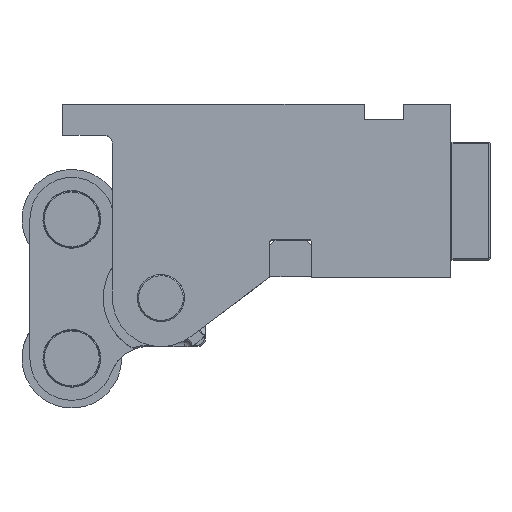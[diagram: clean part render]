
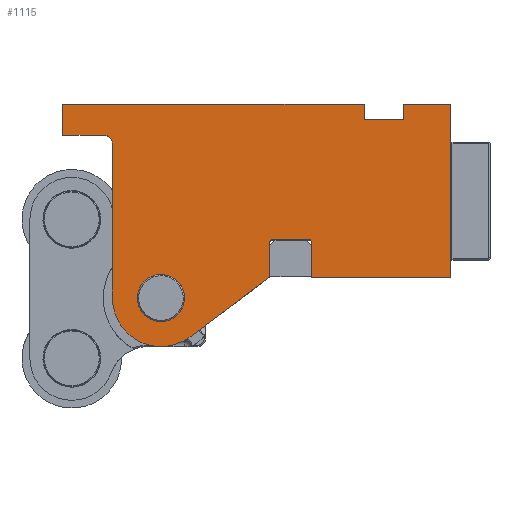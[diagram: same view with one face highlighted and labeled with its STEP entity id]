
A CAD part, front view. The second image highlights one B-rep face of the part: STEP entity #1115.
In plain terms, the highlighted planar face has unit normal (0, -1, 0).
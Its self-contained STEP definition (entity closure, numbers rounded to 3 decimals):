
#501=CARTESIAN_POINT('Vertex',(76.774,-34.673,46.285)) ;
#506=CARTESIAN_POINT('Line Origine',(76.774,-34.673,13.285)) ;
#510=CARTESIAN_POINT('Vertex',(76.774,-34.673,-19.715)) ;
#602=CARTESIAN_POINT('Vertex',(23.774,-34.673,-19.715)) ;
#605=CARTESIAN_POINT('Line Origine',(23.774,-34.673,-13.215)) ;
#609=CARTESIAN_POINT('Vertex',(23.774,-34.673,-6.715)) ;
#685=CARTESIAN_POINT('Axis2P3D Location',(22.274,-34.673,-6.715)) ;
#689=CARTESIAN_POINT('Vertex',(22.274,-34.673,-5.215)) ;
#709=CARTESIAN_POINT('Line Origine',(15.774,-34.673,-5.215)) ;
#713=CARTESIAN_POINT('Vertex',(9.274,-34.673,-5.215)) ;
#751=CARTESIAN_POINT('Axis2P3D Location',(9.274,-34.673,-6.715)) ;
#755=CARTESIAN_POINT('Vertex',(7.774,-34.673,-6.715)) ;
#775=CARTESIAN_POINT('Line Origine',(7.774,-34.673,-13.215)) ;
#779=CARTESIAN_POINT('Vertex',(7.774,-34.673,-19.715)) ;
#941=CARTESIAN_POINT('Vertex',(58.774,-34.673,46.285)) ;
#946=CARTESIAN_POINT('Line Origine',(67.774,-34.673,46.285)) ;
#999=CARTESIAN_POINT('Axis2P3D Location',(-71.226,-34.673,46.285)) ;
#1004=CARTESIAN_POINT('Line Origine',(-52.226,-34.673,1.785)) ;
#1008=CARTESIAN_POINT('Vertex',(-52.226,-34.673,-27.715)) ;
#1010=CARTESIAN_POINT('Vertex',(-52.226,-34.673,31.285)) ;
#1013=CARTESIAN_POINT('Axis2P3D Location',(-33.726,-34.673,-27.715)) ;
#1017=CARTESIAN_POINT('Vertex',(-22.626,-34.673,-42.515)) ;
#1020=CARTESIAN_POINT('Line Origine',(-7.426,-34.673,-31.115)) ;
#1025=CARTESIAN_POINT('Line Origine',(50.274,-34.673,-19.715)) ;
#1030=CARTESIAN_POINT('Line Origine',(58.774,-34.673,43.285)) ;
#1034=CARTESIAN_POINT('Vertex',(58.774,-34.673,40.285)) ;
#1037=CARTESIAN_POINT('Line Origine',(51.274,-34.673,40.285)) ;
#1041=CARTESIAN_POINT('Vertex',(43.774,-34.673,40.285)) ;
#1044=CARTESIAN_POINT('Line Origine',(43.774,-34.673,43.285)) ;
#1048=CARTESIAN_POINT('Vertex',(43.774,-34.673,46.285)) ;
#1051=CARTESIAN_POINT('Line Origine',(-13.726,-34.673,46.285)) ;
#1055=CARTESIAN_POINT('Vertex',(-71.226,-34.673,46.285)) ;
#1058=CARTESIAN_POINT('Line Origine',(-71.226,-34.673,40.285)) ;
#1062=CARTESIAN_POINT('Vertex',(-71.226,-34.673,34.285)) ;
#1065=CARTESIAN_POINT('Line Origine',(-63.226,-34.673,34.285)) ;
#1069=CARTESIAN_POINT('Vertex',(-55.226,-34.673,34.285)) ;
#1072=CARTESIAN_POINT('Axis2P3D Location',(-55.226,-34.673,31.285)) ;
#1097=CARTESIAN_POINT('Axis2P3D Location',(-33.726,-34.673,-27.715)) ;
#1101=CARTESIAN_POINT('Vertex',(-25.828,-34.673,-32.03)) ;
#1103=CARTESIAN_POINT('Vertex',(-41.624,-34.673,-23.401)) ;
#1106=CARTESIAN_POINT('Axis2P3D Location',(-33.726,-34.673,-27.715)) ;
#507=DIRECTION('Vector Direction',(0.,0.,-1.)) ;
#606=DIRECTION('Vector Direction',(0.,0.,1.)) ;
#686=DIRECTION('Axis2P3D Direction',(0.,1.,0.)) ;
#710=DIRECTION('Vector Direction',(-1.,0.,0.)) ;
#752=DIRECTION('Axis2P3D Direction',(0.,1.,0.)) ;
#776=DIRECTION('Vector Direction',(0.,0.,-1.)) ;
#947=DIRECTION('Vector Direction',(1.,0.,0.)) ;
#1000=DIRECTION('Axis2P3D Direction',(0.,1.,0.)) ;
#1001=DIRECTION('Axis2P3D XDirection',(1.,0.,0.)) ;
#1005=DIRECTION('Vector Direction',(0.,0.,-1.)) ;
#1014=DIRECTION('Axis2P3D Direction',(0.,1.,0.)) ;
#1021=DIRECTION('Vector Direction',(-0.8,0.,-0.6)) ;
#1026=DIRECTION('Vector Direction',(-1.,0.,0.)) ;
#1031=DIRECTION('Vector Direction',(0.,0.,-1.)) ;
#1038=DIRECTION('Vector Direction',(1.,0.,0.)) ;
#1045=DIRECTION('Vector Direction',(0.,0.,-1.)) ;
#1052=DIRECTION('Vector Direction',(1.,0.,0.)) ;
#1059=DIRECTION('Vector Direction',(0.,0.,-1.)) ;
#1066=DIRECTION('Vector Direction',(1.,0.,0.)) ;
#1073=DIRECTION('Axis2P3D Direction',(0.,1.,0.)) ;
#1098=DIRECTION('Axis2P3D Direction',(0.,1.,0.)) ;
#1107=DIRECTION('Axis2P3D Direction',(0.,1.,0.)) ;
#687=AXIS2_PLACEMENT_3D('Circle Axis2P3D',#685,#686,$) ;
#753=AXIS2_PLACEMENT_3D('Circle Axis2P3D',#751,#752,$) ;
#1002=AXIS2_PLACEMENT_3D('Plane Axis2P3D',#999,#1000,#1001) ;
#1015=AXIS2_PLACEMENT_3D('Circle Axis2P3D',#1013,#1014,$) ;
#1074=AXIS2_PLACEMENT_3D('Circle Axis2P3D',#1072,#1073,$) ;
#1099=AXIS2_PLACEMENT_3D('Circle Axis2P3D',#1097,#1098,$) ;
#1108=AXIS2_PLACEMENT_3D('Circle Axis2P3D',#1106,#1107,$) ;
#1078=ORIENTED_EDGE('',*,*,#1012,.F.) ;
#1079=ORIENTED_EDGE('',*,*,#1019,.F.) ;
#1080=ORIENTED_EDGE('',*,*,#1024,.F.) ;
#1081=ORIENTED_EDGE('',*,*,#781,.F.) ;
#1082=ORIENTED_EDGE('',*,*,#757,.F.) ;
#1083=ORIENTED_EDGE('',*,*,#715,.F.) ;
#1084=ORIENTED_EDGE('',*,*,#691,.F.) ;
#1085=ORIENTED_EDGE('',*,*,#611,.F.) ;
#1086=ORIENTED_EDGE('',*,*,#1029,.F.) ;
#1087=ORIENTED_EDGE('',*,*,#512,.F.) ;
#1088=ORIENTED_EDGE('',*,*,#950,.F.) ;
#1089=ORIENTED_EDGE('',*,*,#1036,.F.) ;
#1090=ORIENTED_EDGE('',*,*,#1043,.F.) ;
#1091=ORIENTED_EDGE('',*,*,#1050,.F.) ;
#1092=ORIENTED_EDGE('',*,*,#1057,.F.) ;
#1093=ORIENTED_EDGE('',*,*,#1064,.F.) ;
#1094=ORIENTED_EDGE('',*,*,#1071,.F.) ;
#1095=ORIENTED_EDGE('',*,*,#1076,.F.) ;
#1112=ORIENTED_EDGE('',*,*,#1105,.T.) ;
#1113=ORIENTED_EDGE('',*,*,#1110,.T.) ;
#1114=FACE_BOUND('',#1111,.T.) ;
#508=VECTOR('Line Direction',#507,1.) ;
#607=VECTOR('Line Direction',#606,1.) ;
#711=VECTOR('Line Direction',#710,1.) ;
#777=VECTOR('Line Direction',#776,1.) ;
#948=VECTOR('Line Direction',#947,1.) ;
#1006=VECTOR('Line Direction',#1005,1.) ;
#1022=VECTOR('Line Direction',#1021,1.) ;
#1027=VECTOR('Line Direction',#1026,1.) ;
#1032=VECTOR('Line Direction',#1031,1.) ;
#1039=VECTOR('Line Direction',#1038,1.) ;
#1046=VECTOR('Line Direction',#1045,1.) ;
#1053=VECTOR('Line Direction',#1052,1.) ;
#1060=VECTOR('Line Direction',#1059,1.) ;
#1067=VECTOR('Line Direction',#1066,1.) ;
#1115=ADVANCED_FACE('CU_P-16-25_0.1\\PartBody',(#1096,#1114),#1003,.F.) ;
#688=CIRCLE('generated circle',#687,1.5) ;
#754=CIRCLE('generated circle',#753,1.5) ;
#1016=CIRCLE('generated circle',#1015,18.5) ;
#1075=CIRCLE('generated circle',#1074,3.) ;
#1100=CIRCLE('generated circle',#1099,9.) ;
#1109=CIRCLE('generated circle',#1108,9.) ;
#512=EDGE_CURVE('',#502,#511,#509,.T.) ;
#611=EDGE_CURVE('',#603,#610,#608,.T.) ;
#691=EDGE_CURVE('',#610,#690,#688,.F.) ;
#715=EDGE_CURVE('',#690,#714,#712,.T.) ;
#757=EDGE_CURVE('',#714,#756,#754,.F.) ;
#781=EDGE_CURVE('',#756,#780,#778,.T.) ;
#950=EDGE_CURVE('',#942,#502,#949,.T.) ;
#1012=EDGE_CURVE('',#1009,#1011,#1007,.F.) ;
#1019=EDGE_CURVE('',#1018,#1009,#1016,.T.) ;
#1024=EDGE_CURVE('',#780,#1018,#1023,.T.) ;
#1029=EDGE_CURVE('',#511,#603,#1028,.T.) ;
#1036=EDGE_CURVE('',#1035,#942,#1033,.F.) ;
#1043=EDGE_CURVE('',#1042,#1035,#1040,.T.) ;
#1050=EDGE_CURVE('',#1049,#1042,#1047,.T.) ;
#1057=EDGE_CURVE('',#1056,#1049,#1054,.T.) ;
#1064=EDGE_CURVE('',#1063,#1056,#1061,.F.) ;
#1071=EDGE_CURVE('',#1070,#1063,#1068,.F.) ;
#1076=EDGE_CURVE('',#1011,#1070,#1075,.F.) ;
#1105=EDGE_CURVE('',#1102,#1104,#1100,.T.) ;
#1110=EDGE_CURVE('',#1104,#1102,#1109,.T.) ;
#1077=EDGE_LOOP('',(#1078,#1079,#1080,#1081,#1082,#1083,#1084,#1085,#1086,#1087,#1088,#1089,#1090,#1091,#1092,#1093,#1094,#1095)) ;
#1111=EDGE_LOOP('',(#1112,#1113)) ;
#1096=FACE_OUTER_BOUND('',#1077,.T.) ;
#509=LINE('Line',#506,#508) ;
#608=LINE('Line',#605,#607) ;
#712=LINE('Line',#709,#711) ;
#778=LINE('Line',#775,#777) ;
#949=LINE('Line',#946,#948) ;
#1007=LINE('Line',#1004,#1006) ;
#1023=LINE('Line',#1020,#1022) ;
#1028=LINE('Line',#1025,#1027) ;
#1033=LINE('Line',#1030,#1032) ;
#1040=LINE('Line',#1037,#1039) ;
#1047=LINE('Line',#1044,#1046) ;
#1054=LINE('Line',#1051,#1053) ;
#1061=LINE('Line',#1058,#1060) ;
#1068=LINE('Line',#1065,#1067) ;
#1003=PLANE('Plane',#1002) ;
#502=VERTEX_POINT('',#501) ;
#511=VERTEX_POINT('',#510) ;
#603=VERTEX_POINT('',#602) ;
#610=VERTEX_POINT('',#609) ;
#690=VERTEX_POINT('',#689) ;
#714=VERTEX_POINT('',#713) ;
#756=VERTEX_POINT('',#755) ;
#780=VERTEX_POINT('',#779) ;
#942=VERTEX_POINT('',#941) ;
#1009=VERTEX_POINT('',#1008) ;
#1011=VERTEX_POINT('',#1010) ;
#1018=VERTEX_POINT('',#1017) ;
#1035=VERTEX_POINT('',#1034) ;
#1042=VERTEX_POINT('',#1041) ;
#1049=VERTEX_POINT('',#1048) ;
#1056=VERTEX_POINT('',#1055) ;
#1063=VERTEX_POINT('',#1062) ;
#1070=VERTEX_POINT('',#1069) ;
#1102=VERTEX_POINT('',#1101) ;
#1104=VERTEX_POINT('',#1103) ;
